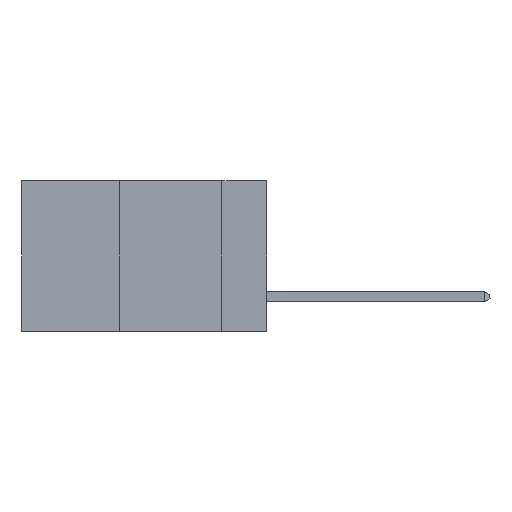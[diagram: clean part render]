
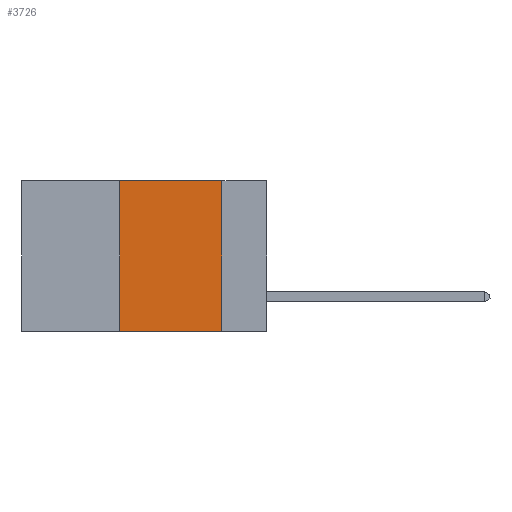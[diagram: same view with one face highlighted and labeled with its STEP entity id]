
A CAD part, left-side view. The second image highlights one B-rep face of the part: STEP entity #3726.
In plain terms, the highlighted planar face has unit normal (-1, 0, 0).
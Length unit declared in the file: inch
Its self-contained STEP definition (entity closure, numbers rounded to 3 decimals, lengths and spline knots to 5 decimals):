
#279 = VERTEX_POINT ( 'NONE', #9568 ) ;
#608 = EDGE_CURVE ( 'NONE', #2319, #10187, #8160, .T. ) ;
#890 = VECTOR ( 'NONE', #7054, 39.37008 ) ;
#1151 = DIRECTION ( 'NONE',  ( 0., 0., -1. ) ) ;
#1559 = FACE_OUTER_BOUND ( 'NONE', #5093, .T. ) ;
#2319 = VERTEX_POINT ( 'NONE', #14695 ) ;
#2327 = CARTESIAN_POINT ( 'NONE',  ( 0., 0.11, 0. ) ) ;
#2740 = PLANE ( 'NONE',  #4626 ) ;
#3223 = DIRECTION ( 'NONE',  ( 1., 0., 0. ) ) ;
#3336 = CARTESIAN_POINT ( 'NONE',  ( 0., 0.6, 0. ) ) ;
#3726 = ADVANCED_FACE ( 'NONE', ( #1559 ), #2740, .F. ) ;
#4332 = CARTESIAN_POINT ( 'NONE',  ( 0., 0.11, -0.37 ) ) ;
#4519 = CARTESIAN_POINT ( 'NONE',  ( 0., 0.36, 0. ) ) ;
#4626 = AXIS2_PLACEMENT_3D ( 'NONE', #3336, #3223, #15982 ) ;
#5093 = EDGE_LOOP ( 'NONE', ( #12577, #10188, #12098, #14158 ) ) ;
#5842 = VECTOR ( 'NONE', #12323, 39.37008 ) ;
#6665 = VECTOR ( 'NONE', #13635, 39.37008 ) ;
#6777 = VECTOR ( 'NONE', #1151, 39.37008 ) ;
#7054 = DIRECTION ( 'NONE',  ( 0., -1., 0. ) ) ;
#7992 = CARTESIAN_POINT ( 'NONE',  ( 0., 0.6, 0. ) ) ;
#8160 = LINE ( 'NONE', #7992, #890 ) ;
#8442 = CARTESIAN_POINT ( 'NONE',  ( 0., 0.6, -0.37 ) ) ;
#9323 = LINE ( 'NONE', #8442, #5842 ) ;
#9568 = CARTESIAN_POINT ( 'NONE',  ( 0., 0.36, -0.37 ) ) ;
#9876 = EDGE_CURVE ( 'NONE', #279, #10923, #9323, .T. ) ;
#10187 = VERTEX_POINT ( 'NONE', #2327 ) ;
#10188 = ORIENTED_EDGE ( 'NONE', *, *, #608, .F. ) ;
#10923 = VERTEX_POINT ( 'NONE', #4332 ) ;
#12098 = ORIENTED_EDGE ( 'NONE', *, *, #15578, .F. ) ;
#12323 = DIRECTION ( 'NONE',  ( 0., -1., 0. ) ) ;
#12577 = ORIENTED_EDGE ( 'NONE', *, *, #12654, .F. ) ;
#12654 = EDGE_CURVE ( 'NONE', #10187, #10923, #16509, .T. ) ;
#13507 = LINE ( 'NONE', #4519, #6665 ) ;
#13635 = DIRECTION ( 'NONE',  ( 0., 0., 1. ) ) ;
#14158 = ORIENTED_EDGE ( 'NONE', *, *, #9876, .T. ) ;
#14338 = CARTESIAN_POINT ( 'NONE',  ( 0., 0.11, 0. ) ) ;
#14695 = CARTESIAN_POINT ( 'NONE',  ( 0., 0.36, 0. ) ) ;
#15578 = EDGE_CURVE ( 'NONE', #279, #2319, #13507, .T. ) ;
#15982 = DIRECTION ( 'NONE',  ( 0., 0., -1. ) ) ;
#16509 = LINE ( 'NONE', #14338, #6777 ) ;
